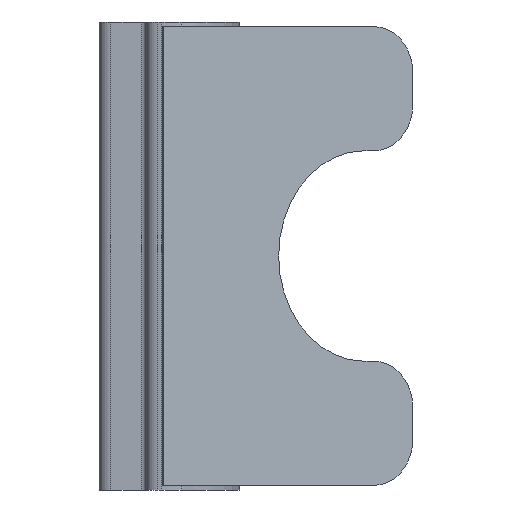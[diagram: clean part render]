
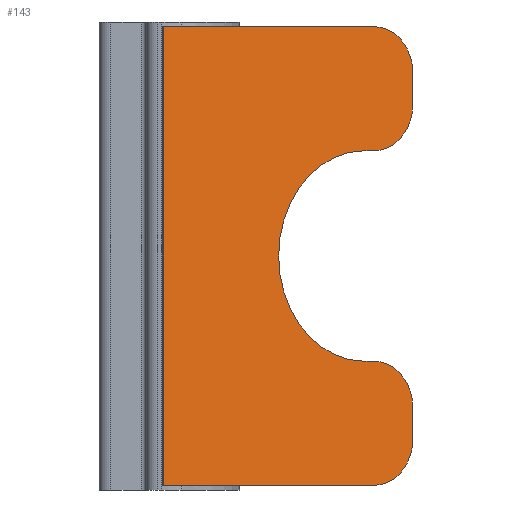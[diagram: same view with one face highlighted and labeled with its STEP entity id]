
A CAD part, left-side view. The second image highlights one B-rep face of the part: STEP entity #143.
In plain terms, the highlighted planar face has unit normal (-0.819, -0.574, 0).
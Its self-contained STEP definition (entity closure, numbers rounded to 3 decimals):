
#143=ADVANCED_FACE('NONE',(#290),#291,.T.);
#290=FACE_OUTER_BOUND('',#437,.T.);
#291=PLANE('',#438);
#437=EDGE_LOOP('',(#828,#829,#830,#831,#832,#833,#834,#835,#836,#837,#838,#839,#840));
#438=AXIS2_PLACEMENT_3D('',#841,#842,#843);
#828=ORIENTED_EDGE('',*,*,#1084,.F.);
#829=ORIENTED_EDGE('',*,*,#1085,.T.);
#830=ORIENTED_EDGE('',*,*,#974,.T.);
#831=ORIENTED_EDGE('',*,*,#1086,.T.);
#832=ORIENTED_EDGE('',*,*,#1076,.F.);
#833=ORIENTED_EDGE('',*,*,#1087,.F.);
#834=ORIENTED_EDGE('',*,*,#1073,.T.);
#835=ORIENTED_EDGE('',*,*,#1088,.T.);
#836=ORIENTED_EDGE('',*,*,#1081,.T.);
#837=ORIENTED_EDGE('',*,*,#1089,.T.);
#838=ORIENTED_EDGE('',*,*,#1090,.F.);
#839=ORIENTED_EDGE('',*,*,#1091,.F.);
#840=ORIENTED_EDGE('',*,*,#927,.F.);
#841=CARTESIAN_POINT('',(-7.982,-2.757,-9.8));
#842=DIRECTION('',(-0.819,-0.574,0.0));
#843=DIRECTION('',(-0.574,0.819,0.0));
#927=EDGE_CURVE('NONE',#1111,#1107,#1113,.T.);
#974=EDGE_CURVE('NONE',#1192,#1193,#1194,.T.);
#1073=EDGE_CURVE('NONE',#1337,#1335,#1338,.T.);
#1076=EDGE_CURVE('NONE',#1341,#1342,#1343,.T.);
#1081=EDGE_CURVE('NONE',#1349,#1347,#1350,.T.);
#1084=EDGE_CURVE('NONE',#1353,#1111,#1354,.T.);
#1085=EDGE_CURVE('NONE',#1353,#1192,#1355,.T.);
#1086=EDGE_CURVE('NONE',#1193,#1342,#1356,.T.);
#1087=EDGE_CURVE('NONE',#1337,#1341,#1357,.T.);
#1088=EDGE_CURVE('NONE',#1335,#1349,#1358,.T.);
#1089=EDGE_CURVE('NONE',#1347,#1359,#1360,.T.);
#1090=EDGE_CURVE('NONE',#1361,#1359,#1362,.T.);
#1091=EDGE_CURVE('NONE',#1107,#1361,#1363,.T.);
#1107=VERTEX_POINT('',#1379);
#1111=VERTEX_POINT('NONE',#1384);
#1113=CIRCLE('',#1387,4.5);
#1192=VERTEX_POINT('NONE',#1536);
#1193=VERTEX_POINT('NONE',#1537);
#1194=LINE('',#1538,#1539);
#1335=VERTEX_POINT('NONE',#1745);
#1337=VERTEX_POINT('NONE',#1748);
#1338=LINE('',#1749,#1750);
#1341=VERTEX_POINT('NONE',#1754);
#1342=VERTEX_POINT('NONE',#1755);
#1343=LINE('',#1756,#1757);
#1347=VERTEX_POINT('NONE',#1763);
#1349=VERTEX_POINT('NONE',#1766);
#1350=LINE('',#1767,#1768);
#1353=VERTEX_POINT('NONE',#1772);
#1354=LINE('',#1773,#1774);
#1355=CIRCLE('',#1775,2.0);
#1356=CIRCLE('',#1776,2.0);
#1357=LINE('',#1777,#1778);
#1358=CIRCLE('',#1779,2.0);
#1359=VERTEX_POINT('NONE',#1780);
#1360=CIRCLE('',#1781,2.0);
#1361=VERTEX_POINT('NONE',#1782);
#1362=LINE('',#1783,#1784);
#1363=CIRCLE('',#1785,4.5);
#1379=CARTESIAN_POINT('',(-4.54,-7.672,0.));
#1384=CARTESIAN_POINT('',(-1.959,-11.358,4.5));
#1387=AXIS2_PLACEMENT_3D('',#1807,#1808,#1809);
#1536=CARTESIAN_POINT('',(-0.525,-13.406,6.5));
#1537=CARTESIAN_POINT('',(-0.525,-13.406,7.8));
#1538=CARTESIAN_POINT('',(-0.525,-13.406,-9.8));
#1539=VECTOR('',#1860,1000.0);
#1745=CARTESIAN_POINT('',(-1.673,-11.768,-9.8));
#1748=CARTESIAN_POINT('',(-7.982,-2.757,-9.8));
#1749=CARTESIAN_POINT('',(-7.982,-2.757,-9.8));
#1750=VECTOR('',#1990,1000.0);
#1754=CARTESIAN_POINT('',(-7.982,-2.757,9.8));
#1755=CARTESIAN_POINT('',(-1.673,-11.768,9.8));
#1756=CARTESIAN_POINT('',(-7.982,-2.757,9.8));
#1757=VECTOR('',#1992,1000.0);
#1763=CARTESIAN_POINT('',(-0.525,-13.406,-6.5));
#1766=CARTESIAN_POINT('',(-0.525,-13.406,-7.8));
#1767=CARTESIAN_POINT('',(-0.525,-13.406,-9.8));
#1768=VECTOR('',#1996,1000.0);
#1772=CARTESIAN_POINT('',(-1.673,-11.768,4.5));
#1773=CARTESIAN_POINT('',(-1.959,-11.358,4.5));
#1774=VECTOR('',#1998,1000.0);
#1775=AXIS2_PLACEMENT_3D('',#1999,#2000,#2001);
#1776=AXIS2_PLACEMENT_3D('',#2002,#2003,#2004);
#1777=CARTESIAN_POINT('',(-7.982,-2.757,-9.8));
#1778=VECTOR('',#2005,1000.0);
#1779=AXIS2_PLACEMENT_3D('',#2006,#2007,#2008);
#1780=CARTESIAN_POINT('',(-1.673,-11.768,-4.5));
#1781=AXIS2_PLACEMENT_3D('',#2009,#2010,#2011);
#1782=CARTESIAN_POINT('',(-1.959,-11.358,-4.5));
#1783=CARTESIAN_POINT('',(-1.959,-11.358,-4.5));
#1784=VECTOR('',#2012,1000.0);
#1785=AXIS2_PLACEMENT_3D('',#2013,#2014,#2015);
#1807=CARTESIAN_POINT('',(-1.959,-11.358,0.0));
#1808=DIRECTION('',(-0.819,-0.574,0.0));
#1809=DIRECTION('',(0.574,-0.819,0.0));
#1860=DIRECTION('',(0.0,0.0,1.0));
#1990=DIRECTION('',(0.574,-0.819,0.0));
#1992=DIRECTION('',(0.574,-0.819,0.0));
#1996=DIRECTION('',(0.0,0.0,1.0));
#1998=DIRECTION('',(-0.574,0.819,-0.0));
#1999=CARTESIAN_POINT('',(-1.673,-11.768,6.5));
#2000=DIRECTION('',(-0.819,-0.574,0.0));
#2001=DIRECTION('',(0.574,-0.819,0.0));
#2002=CARTESIAN_POINT('',(-1.673,-11.768,7.8));
#2003=DIRECTION('',(-0.819,-0.574,0.0));
#2004=DIRECTION('',(0.574,-0.819,0.0));
#2005=DIRECTION('',(0.0,0.0,1.0));
#2006=CARTESIAN_POINT('',(-1.673,-11.768,-7.8));
#2007=DIRECTION('',(-0.819,-0.574,0.0));
#2008=DIRECTION('',(0.574,-0.819,0.0));
#2009=CARTESIAN_POINT('',(-1.673,-11.768,-6.5));
#2010=DIRECTION('',(-0.819,-0.574,0.0));
#2011=DIRECTION('',(0.574,-0.819,0.0));
#2012=DIRECTION('',(0.574,-0.819,0.));
#2013=CARTESIAN_POINT('',(-1.959,-11.358,0.0));
#2014=DIRECTION('',(-0.819,-0.574,0.0));
#2015=DIRECTION('',(0.574,-0.819,0.0));
